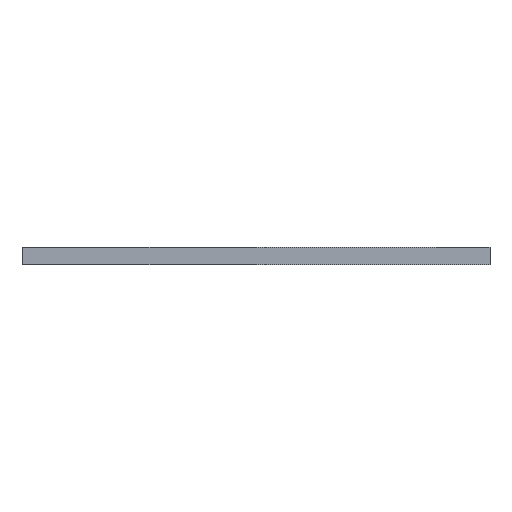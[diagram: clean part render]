
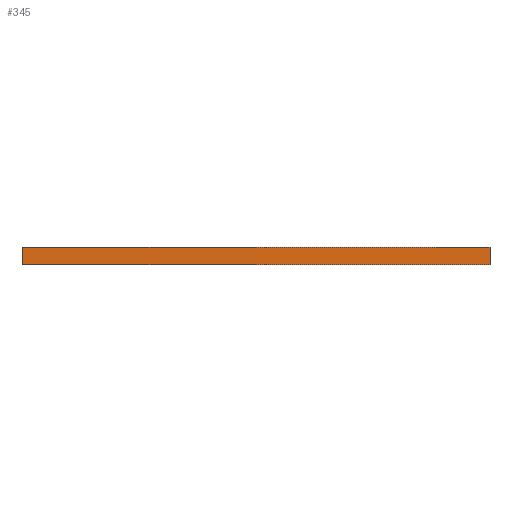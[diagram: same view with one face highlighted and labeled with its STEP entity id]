
A CAD part, left-side view. The second image highlights one B-rep face of the part: STEP entity #345.
In plain terms, the highlighted planar face has unit normal (-1, 0, 0).
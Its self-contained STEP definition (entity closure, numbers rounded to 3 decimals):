
#9 = AXIS2_PLACEMENT_3D ( 'NONE', #3098, #7105, #5394 ) ;
#173 = LINE ( 'NONE', #260, #2540 ) ;
#260 = CARTESIAN_POINT ( 'NONE',  ( -22.4, 22.875, 0.85 ) ) ;
#345 = ADVANCED_FACE ( 'NONE', ( #2326 ), #4829, .T. ) ;
#358 = VECTOR ( 'NONE', #745, 1000. ) ;
#478 = ORIENTED_EDGE ( 'NONE', *, *, #4076, .T. ) ;
#539 = VECTOR ( 'NONE', #5054, 1000. ) ;
#607 = VECTOR ( 'NONE', #5921, 1000. ) ;
#745 = DIRECTION ( 'NONE',  ( 0., 1., 0. ) ) ;
#1286 = ORIENTED_EDGE ( 'NONE', *, *, #7155, .F. ) ;
#1559 = EDGE_CURVE ( 'NONE', #4980, #2814, #5220, .T. ) ;
#1628 = ORIENTED_EDGE ( 'NONE', *, *, #1559, .F. ) ;
#1915 = CARTESIAN_POINT ( 'NONE',  ( -22.4, 22.875, 0.85 ) ) ;
#1989 = DIRECTION ( 'NONE',  ( 0., 0., -1. ) ) ;
#2195 = LINE ( 'NONE', #7389, #539 ) ;
#2326 = FACE_OUTER_BOUND ( 'NONE', #2768, .T. ) ;
#2540 = VECTOR ( 'NONE', #1989, 1000. ) ;
#2752 = CARTESIAN_POINT ( 'NONE',  ( -22.4, 22.875, -0.85 ) ) ;
#2768 = EDGE_LOOP ( 'NONE', ( #1628, #1286, #478, #2946 ) ) ;
#2814 = VERTEX_POINT ( 'NONE', #2752 ) ;
#2946 = ORIENTED_EDGE ( 'NONE', *, *, #3861, .T. ) ;
#3098 = CARTESIAN_POINT ( 'NONE',  ( -22.4, -22.875, 0.85 ) ) ;
#3861 = EDGE_CURVE ( 'NONE', #5630, #2814, #173, .T. ) ;
#4076 = EDGE_CURVE ( 'NONE', #6238, #5630, #6690, .T. ) ;
#4254 = CARTESIAN_POINT ( 'NONE',  ( -22.4, -22.875, 0.85 ) ) ;
#4765 = CARTESIAN_POINT ( 'NONE',  ( -22.4, -22.875, -0.85 ) ) ;
#4829 = PLANE ( 'NONE',  #9 ) ;
#4980 = VERTEX_POINT ( 'NONE', #4765 ) ;
#5054 = DIRECTION ( 'NONE',  ( 0., 0., -1. ) ) ;
#5220 = LINE ( 'NONE', #7158, #607 ) ;
#5394 = DIRECTION ( 'NONE',  ( 0., 0., 1. ) ) ;
#5630 = VERTEX_POINT ( 'NONE', #1915 ) ;
#5895 = CARTESIAN_POINT ( 'NONE',  ( -22.4, -22.875, 0.85 ) ) ;
#5921 = DIRECTION ( 'NONE',  ( 0., 1., 0. ) ) ;
#6238 = VERTEX_POINT ( 'NONE', #4254 ) ;
#6690 = LINE ( 'NONE', #5895, #358 ) ;
#7105 = DIRECTION ( 'NONE',  ( -1., 0., 0. ) ) ;
#7155 = EDGE_CURVE ( 'NONE', #6238, #4980, #2195, .T. ) ;
#7158 = CARTESIAN_POINT ( 'NONE',  ( -22.4, -22.875, -0.85 ) ) ;
#7389 = CARTESIAN_POINT ( 'NONE',  ( -22.4, -22.875, 0.85 ) ) ;
